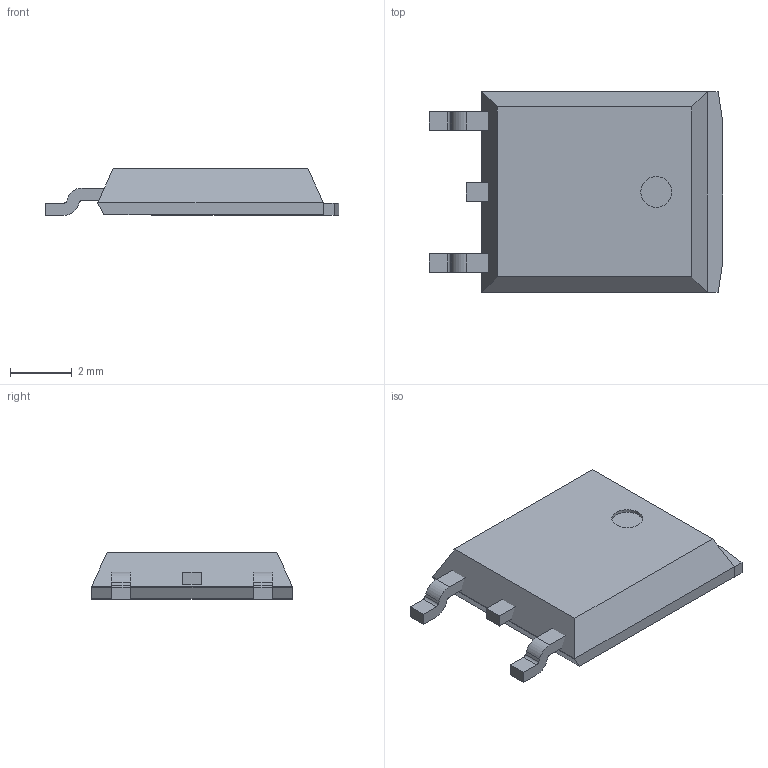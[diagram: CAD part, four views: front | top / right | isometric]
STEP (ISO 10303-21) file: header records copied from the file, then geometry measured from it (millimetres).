
FILE_DESCRIPTION(/* description */ ('model of ATPAK-2'),/* implementation_level */ '2;1');
FILE_NAME(/* name */ 'ATPAK-2.step',/* time_stamp */ '2023-01-24T23:51:45',/* author */ ('Ray Benitez',''),/* organization */ ('OCCT'),/* preprocessor_version */ '',/* originating_system */ 'KiCAD',/* authorisation */ '');
FILE_SCHEMA(('AUTOMOTIVE_DESIGN { 1 0 10303 214 1 1 1 1 }'));
Length unit declared in the file: millimetre
Products named in the file (8): CQ assembly; ad091e0c-9c39-11ed-93f0-dde97e994e83; ad091e0d-9c39-11ed-93f0-dde97e994e83; ad091e0d-9c39-11ed-93f0-dde97e994e83_part; ad091e0e-9c39-11ed-93f0-dde97e994e83; ad091e0e-9c39-11ed-93f0-dde97e994e83_part; ad091e0f-9c39-11ed-93f0-dde97e994e83; ad091e0f-9c39-11ed-93f0-dde97e994e83_part
Assembly tree (7 placements, depth 4):
  CQ assembly
    ad091e0c-9c39-11ed-93f0-dde97e994e83
      ad091e0d-9c39-11ed-93f0-dde97e994e83
        ad091e0d-9c39-11ed-93f0-dde97e994e83_part
      ad091e0e-9c39-11ed-93f0-dde97e994e83
        ad091e0e-9c39-11ed-93f0-dde97e994e83_part
      ad091e0f-9c39-11ed-93f0-dde97e994e83
        ad091e0f-9c39-11ed-93f0-dde97e994e83_part
Bounding box: 9.5 x 6.5 x 1.52 mm (x, y, z)
Volume: 78.8 mm3; surface area: 218 mm2
Topology: 5 solids, 5 shells, 83 faces, 212 edges, 140 vertices
Faces by surface type: plane 74, cylinder 9
Full cylindrical faces by diameter (mm): 1 x1
Entity records: 2640 total; most frequent: CARTESIAN_POINT 443, ORIENTED_EDGE 424, DIRECTION 412, EDGE_CURVE 212, LINE 194, VECTOR 194, VERTEX_POINT 140, AXIS2_PLACEMENT_3D 109
